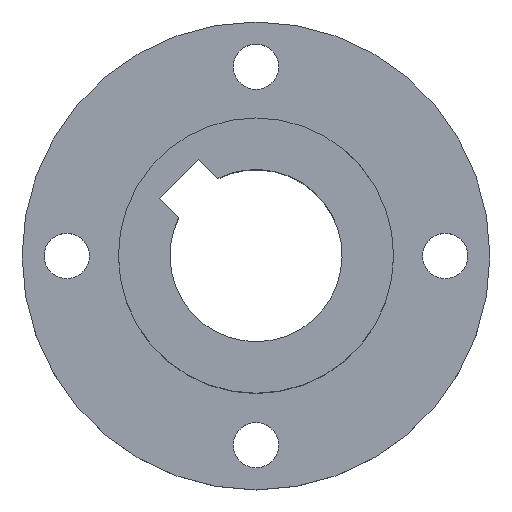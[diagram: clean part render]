
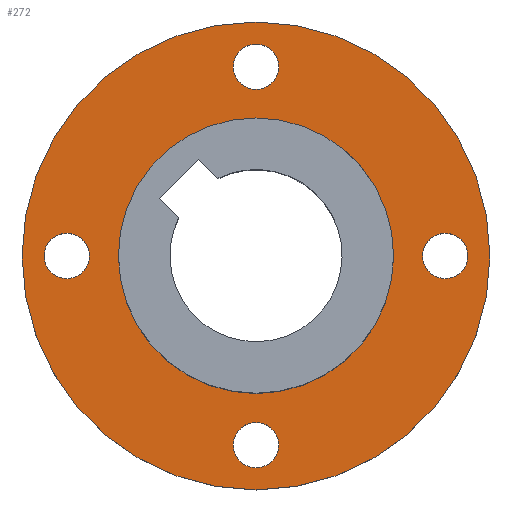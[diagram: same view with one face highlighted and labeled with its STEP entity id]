
A CAD part, top view. The second image highlights one B-rep face of the part: STEP entity #272.
In plain terms, the highlighted planar face has unit normal (0, 0, 1).
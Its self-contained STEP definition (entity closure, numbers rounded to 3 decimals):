
#68=FACE_BOUND('',#109,.T.);
#69=FACE_BOUND('',#110,.T.);
#70=FACE_BOUND('',#111,.T.);
#71=FACE_BOUND('',#112,.T.);
#72=FACE_BOUND('',#113,.T.);
#86=FACE_OUTER_BOUND('',#108,.T.);
#108=EDGE_LOOP('',(#247));
#109=EDGE_LOOP('',(#248));
#110=EDGE_LOOP('',(#249));
#111=EDGE_LOOP('',(#250));
#112=EDGE_LOOP('',(#251));
#113=EDGE_LOOP('',(#252));
#122=CIRCLE('',#303,20.);
#123=CIRCLE('',#305,3.3);
#124=CIRCLE('',#307,3.3);
#125=CIRCLE('',#309,3.3);
#126=CIRCLE('',#311,3.3);
#127=CIRCLE('',#313,34.);
#145=VERTEX_POINT('',#505);
#146=VERTEX_POINT('',#509);
#147=VERTEX_POINT('',#513);
#148=VERTEX_POINT('',#517);
#149=VERTEX_POINT('',#521);
#150=VERTEX_POINT('',#525);
#174=EDGE_CURVE('',#145,#145,#122,.T.);
#175=EDGE_CURVE('',#146,#146,#123,.T.);
#177=EDGE_CURVE('',#147,#147,#124,.T.);
#179=EDGE_CURVE('',#148,#148,#125,.T.);
#181=EDGE_CURVE('',#149,#149,#126,.T.);
#183=EDGE_CURVE('',#150,#150,#127,.T.);
#247=ORIENTED_EDGE('',*,*,#183,.T.);
#248=ORIENTED_EDGE('',*,*,#174,.T.);
#249=ORIENTED_EDGE('',*,*,#175,.T.);
#250=ORIENTED_EDGE('',*,*,#177,.T.);
#251=ORIENTED_EDGE('',*,*,#179,.T.);
#252=ORIENTED_EDGE('',*,*,#181,.T.);
#258=PLANE('',#314);
#272=ADVANCED_FACE('',(#86,#68,#69,#70,#71,#72),#258,.T.);
#303=AXIS2_PLACEMENT_3D('',#507,#361,#362);
#305=AXIS2_PLACEMENT_3D('',#510,#365,#366);
#307=AXIS2_PLACEMENT_3D('',#514,#370,#371);
#309=AXIS2_PLACEMENT_3D('',#518,#375,#376);
#311=AXIS2_PLACEMENT_3D('',#522,#380,#381);
#313=AXIS2_PLACEMENT_3D('',#526,#385,#386);
#314=AXIS2_PLACEMENT_3D('',#528,#388,#389);
#361=DIRECTION('center_axis',(0.,0.,-1.));
#362=DIRECTION('ref_axis',(0.,-1.,0.));
#365=DIRECTION('center_axis',(0.,0.,-1.));
#366=DIRECTION('ref_axis',(0.,1.,0.));
#370=DIRECTION('center_axis',(0.,0.,-1.));
#371=DIRECTION('ref_axis',(0.,1.,0.));
#375=DIRECTION('center_axis',(0.,0.,-1.));
#376=DIRECTION('ref_axis',(0.,1.,0.));
#380=DIRECTION('center_axis',(0.,0.,-1.));
#381=DIRECTION('ref_axis',(0.,1.,0.));
#385=DIRECTION('center_axis',(0.,0.,1.));
#386=DIRECTION('ref_axis',(0.,1.,0.));
#388=DIRECTION('center_axis',(0.,0.,1.));
#389=DIRECTION('ref_axis',(0.,1.,0.));
#505=CARTESIAN_POINT('',(0.,20.,8.));
#507=CARTESIAN_POINT('Origin',(0.,0.,8.));
#509=CARTESIAN_POINT('',(0.,-30.8,8.));
#510=CARTESIAN_POINT('Origin',(0.,-27.5,8.));
#513=CARTESIAN_POINT('',(0.,24.2,8.));
#514=CARTESIAN_POINT('Origin',(0.,27.5,8.));
#517=CARTESIAN_POINT('',(27.5,-3.3,8.));
#518=CARTESIAN_POINT('Origin',(27.5,0.,8.));
#521=CARTESIAN_POINT('',(-27.5,-3.3,8.));
#522=CARTESIAN_POINT('Origin',(-27.5,0.,
8.));
#525=CARTESIAN_POINT('',(0.,-34.,8.));
#526=CARTESIAN_POINT('Origin',(0.,0.,8.));
#528=CARTESIAN_POINT('Origin',(0.,0.,8.));
